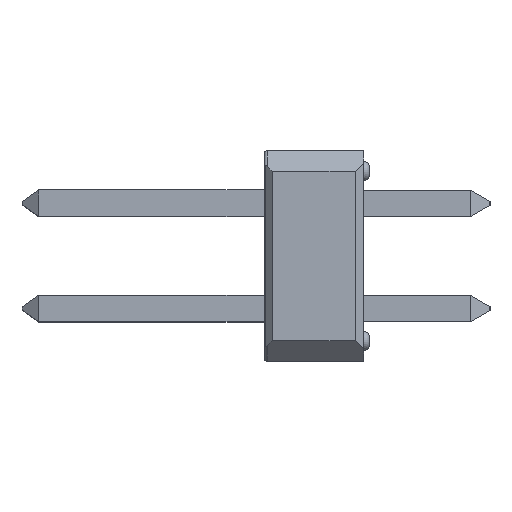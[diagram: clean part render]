
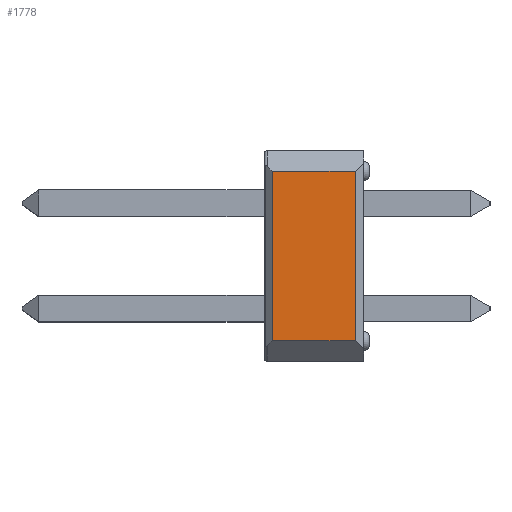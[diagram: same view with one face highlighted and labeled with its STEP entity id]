
A CAD part, left-side view. The second image highlights one B-rep face of the part: STEP entity #1778.
In plain terms, the highlighted planar face has unit normal (-1, 0, 0).
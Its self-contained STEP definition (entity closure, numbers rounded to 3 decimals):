
#27 = LINE ( 'NONE', #548, #529 ) ;
#182 = DIRECTION ( 'NONE',  ( 0., 0., 1. ) ) ;
#195 = FACE_OUTER_BOUND ( 'NONE', #720, .T. ) ;
#213 = ORIENTED_EDGE ( 'NONE', *, *, #1078, .T. ) ;
#397 = LINE ( 'NONE', #526, #2075 ) ;
#445 = VECTOR ( 'NONE', #182, 1000. ) ;
#510 = LINE ( 'NONE', #1834, #445 ) ;
#525 = CARTESIAN_POINT ( 'NONE',  ( -1.27, 2.4, -2.54 ) ) ;
#526 = CARTESIAN_POINT ( 'NONE',  ( -1.27, 2.4, -2.04 ) ) ;
#529 = VECTOR ( 'NONE', #1028, 1000. ) ;
#548 = CARTESIAN_POINT ( 'NONE',  ( -1.27, 2.4, 2.04 ) ) ;
#680 = DIRECTION ( 'NONE',  ( 0., 0., -1. ) ) ;
#681 = DIRECTION ( 'NONE',  ( 0., -1., 0. ) ) ;
#720 = EDGE_LOOP ( 'NONE', ( #1409, #2073, #1634, #213 ) ) ;
#732 = VECTOR ( 'NONE', #1719, 1000. ) ;
#830 = LINE ( 'NONE', #1539, #732 ) ;
#837 = EDGE_CURVE ( 'NONE', #1919, #1204, #27, .T. ) ;
#945 = CARTESIAN_POINT ( 'NONE',  ( -1.27, 2.2, -2.04 ) ) ;
#1028 = DIRECTION ( 'NONE',  ( 0., 1., 0. ) ) ;
#1078 = EDGE_CURVE ( 'NONE', #1204, #1301, #830, .T. ) ;
#1204 = VERTEX_POINT ( 'NONE', #1900 ) ;
#1264 = VERTEX_POINT ( 'NONE', #1769 ) ;
#1301 = VERTEX_POINT ( 'NONE', #945 ) ;
#1409 = ORIENTED_EDGE ( 'NONE', *, *, #1558, .T. ) ;
#1491 = PLANE ( 'NONE',  #1536 ) ;
#1536 = AXIS2_PLACEMENT_3D ( 'NONE', #525, #1673, #680 ) ;
#1539 = CARTESIAN_POINT ( 'NONE',  ( -1.27, 2.2, -2.04 ) ) ;
#1558 = EDGE_CURVE ( 'NONE', #1301, #1264, #397, .T. ) ;
#1634 = ORIENTED_EDGE ( 'NONE', *, *, #837, .T. ) ;
#1654 = CARTESIAN_POINT ( 'NONE',  ( -1.27, 0.2, 2.04 ) ) ;
#1673 = DIRECTION ( 'NONE',  ( 1., 0., 0. ) ) ;
#1719 = DIRECTION ( 'NONE',  ( 0., 0., -1. ) ) ;
#1769 = CARTESIAN_POINT ( 'NONE',  ( -1.27, 0.2, -2.04 ) ) ;
#1778 = ADVANCED_FACE ( 'NONE', ( #195 ), #1491, .F. ) ;
#1834 = CARTESIAN_POINT ( 'NONE',  ( -1.27, 0.2, -2.54 ) ) ;
#1900 = CARTESIAN_POINT ( 'NONE',  ( -1.27, 2.2, 2.04 ) ) ;
#1919 = VERTEX_POINT ( 'NONE', #1654 ) ;
#1979 = EDGE_CURVE ( 'NONE', #1264, #1919, #510, .T. ) ;
#2073 = ORIENTED_EDGE ( 'NONE', *, *, #1979, .T. ) ;
#2075 = VECTOR ( 'NONE', #681, 1000. ) ;
